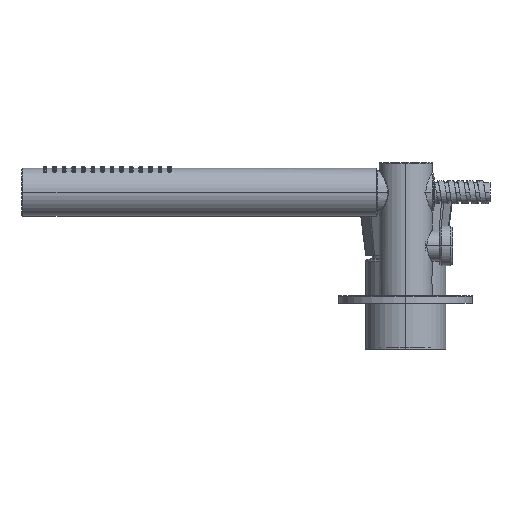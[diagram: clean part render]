
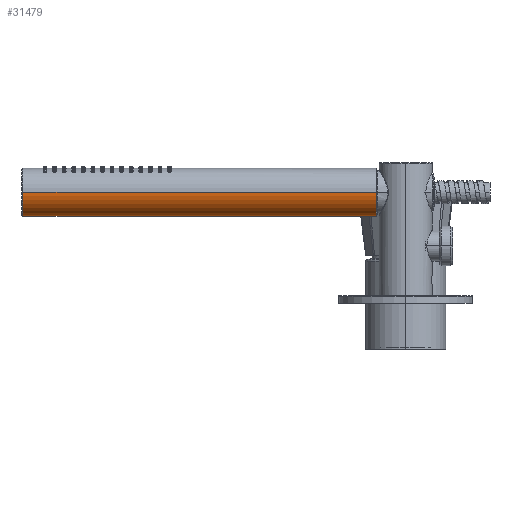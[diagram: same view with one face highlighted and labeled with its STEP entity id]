
A CAD part, left-side view. The second image highlights one B-rep face of the part: STEP entity #31479.
In plain terms, the highlighted cylindrical face has radius 12.5 mm (diameter 25 mm), a partial arc.
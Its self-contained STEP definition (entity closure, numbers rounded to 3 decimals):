
#24692=CARTESIAN_POINT('',(0.,194.5,0.));
#24693=DIRECTION('',(0.,1.,0.));
#24694=DIRECTION('',(1.,0.,0.));
#24695=AXIS2_PLACEMENT_3D('',#24692,#24693,#24694);
#24700=DIRECTION('',(0.,1.,0.));
#24701=VECTOR('',#24700,184.5);
#24702=CARTESIAN_POINT('',(-12.5,10.,0.));
#24703=LINE('',#24702,#24701);
#24707=CARTESIAN_POINT('',(0.,10.,0.));
#24708=DIRECTION('',(0.,1.,0.));
#24709=DIRECTION('',(1.,0.,0.));
#24710=AXIS2_PLACEMENT_3D('',#24707,#24708,#24709);
#24715=DIRECTION('',(0.,1.,0.));
#24716=VECTOR('',#24715,184.5);
#24717=CARTESIAN_POINT('',(12.5,10.,0.));
#24718=LINE('',#24717,#24716);
#29436=CARTESIAN_POINT('',(12.5,10.,0.));
#29437=CARTESIAN_POINT('',(-12.5,10.,0.));
#29438=VERTEX_POINT('',#29436);
#29439=VERTEX_POINT('',#29437);
#29780=CARTESIAN_POINT('',(12.5,194.5,0.));
#29781=CARTESIAN_POINT('',(-12.5,194.5,0.));
#29782=VERTEX_POINT('',#29780);
#29783=VERTEX_POINT('',#29781);
#31466=CARTESIAN_POINT('',(0.,204.75,0.));
#31467=DIRECTION('',(0.,-1.,0.));
#31468=DIRECTION('',(-1.,0.,0.));
#31469=AXIS2_PLACEMENT_3D('',#31466,#31467,#31468);
#31470=CYLINDRICAL_SURFACE('',#31469,12.5);
#31472=ORIENTED_EDGE('',*,*,#31471,.T.);
#31473=ORIENTED_EDGE('',*,*,#30090,.F.);
#31475=ORIENTED_EDGE('',*,*,#31474,.F.);
#31476=ORIENTED_EDGE('',*,*,#30086,.T.);
#31477=EDGE_LOOP('',(#31472,#31473,#31475,#31476));
#31478=FACE_OUTER_BOUND('',#31477,.F.);
#31479=ADVANCED_FACE('',(#31478),#31470,.T.);
#24696=CIRCLE('',#24695,12.5);
#24711=CIRCLE('',#24710,12.5);
#30086=EDGE_CURVE('',#29438,#29782,#24718,.T.);
#30090=EDGE_CURVE('',#29439,#29783,#24703,.T.);
#31471=EDGE_CURVE('',#29782,#29783,#24696,.T.);
#31474=EDGE_CURVE('',#29438,#29439,#24711,.T.);
